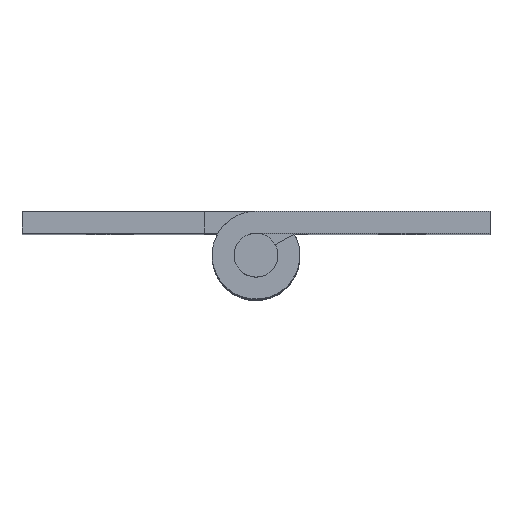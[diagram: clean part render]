
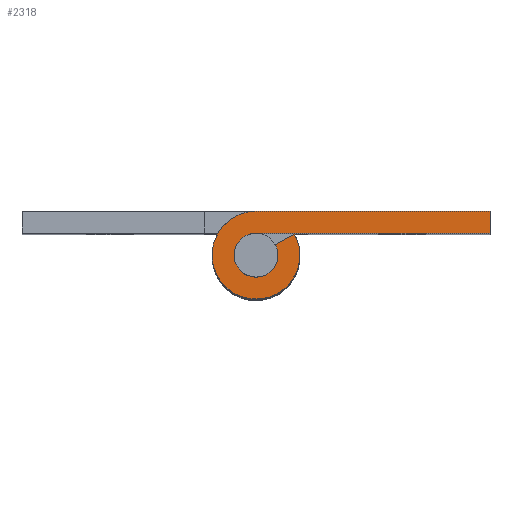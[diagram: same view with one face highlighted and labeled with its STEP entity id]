
A CAD part, top view. The second image highlights one B-rep face of the part: STEP entity #2318.
In plain terms, the highlighted free-form (B-spline) face has degree [1, 1] with [2, 2] control points.
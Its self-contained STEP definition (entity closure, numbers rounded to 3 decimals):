
#2241=CARTESIAN_POINT('',(-3.949,-3.299,65.0));
#2242=CARTESIAN_POINT('',(16.949,-3.299,65.0));
#2243=CARTESIAN_POINT('',(-3.949,3.3,65.0));
#2244=CARTESIAN_POINT('',(16.949,3.3,65.0));
#2245=B_SPLINE_SURFACE_WITH_KNOTS('',1,1,((#2241,#2243),(#2242,#2244)),.UNSPECIFIED.,.F.,.F.,.U.,(2,2),(2,2),(0.0,20.898),(0.0,6.599),.UNSPECIFIED.);
#2246=CARTESIAN_POINT('',(1.313,0.725,65.0));
#2247=VERTEX_POINT('',#2246);
#2248=CARTESIAN_POINT('',(0.0,1.5,65.0));
#2249=VERTEX_POINT('',#2248);
#2250=CARTESIAN_POINT('',(1.313,0.725,65.0));
#2251=CARTESIAN_POINT('',(1.867,-0.278,65.));
#2252=CARTESIAN_POINT('',(1.045,-1.076,65.0));
#2253=CARTESIAN_POINT('',(0.224,-1.874,65.));
#2254=CARTESIAN_POINT('',(-0.762,-1.292,65.0));
#2255=CARTESIAN_POINT('',(-1.749,-0.71,65.));
#2256=CARTESIAN_POINT('',(-1.447,0.395,65.0));
#2257=CARTESIAN_POINT('',(-1.145,1.5,65.));
#2258=CARTESIAN_POINT('',(0.0,1.5,65.0));
#2266=(BOUNDED_CURVE()B_SPLINE_CURVE(2,(#2250,#2251,#2252,#2253,#2254,#2255,#2256,#2257,#2258),.UNSPECIFIED.,.F.,.U.)B_SPLINE_CURVE_WITH_KNOTS((3,2,2,2,3),(0.0,0.25,0.5,0.75,1.0),.UNSPECIFIED.)CURVE()GEOMETRIC_REPRESENTATION_ITEM()RATIONAL_B_SPLINE_CURVE((1.0,0.795,1.0,0.795,1.0,0.795,1.0,0.795,1.0))REPRESENTATION_ITEM(''));
#2267=EDGE_CURVE('',#2247,#2249,#2266,.T.);
#2268=ORIENTED_EDGE('',*,*,#2267,.T.);
#2269=CARTESIAN_POINT('',(16.0,1.5,65.0));
#2270=VERTEX_POINT('',#2269);
#2271=CARTESIAN_POINT('',(0.0,1.5,65.0));
#2272=CARTESIAN_POINT('',(16.0,1.5,65.0));
#2273=QUASI_UNIFORM_CURVE('',1,(#2271,#2272),.UNSPECIFIED.,.F.,.U.);
#2274=EDGE_CURVE('',#2249,#2270,#2273,.T.);
#2275=ORIENTED_EDGE('',*,*,#2274,.T.);
#2276=CARTESIAN_POINT('',(16.0,3.0,65.0));
#2277=VERTEX_POINT('',#2276);
#2278=CARTESIAN_POINT('',(16.0,1.5,65.0));
#2279=CARTESIAN_POINT('',(16.0,3.0,65.0));
#2280=QUASI_UNIFORM_CURVE('',1,(#2278,#2279),.UNSPECIFIED.,.F.,.U.);
#2281=EDGE_CURVE('',#2270,#2277,#2280,.T.);
#2282=ORIENTED_EDGE('',*,*,#2281,.T.);
#2283=CARTESIAN_POINT('',(0.0,3.0,65.0));
#2284=VERTEX_POINT('',#2283);
#2285=CARTESIAN_POINT('',(16.0,3.0,65.0));
#2286=CARTESIAN_POINT('',(0.0,3.0,65.0));
#2287=QUASI_UNIFORM_CURVE('',1,(#2285,#2286),.UNSPECIFIED.,.F.,.U.);
#2288=EDGE_CURVE('',#2277,#2284,#2287,.T.);
#2289=ORIENTED_EDGE('',*,*,#2288,.T.);
#2290=CARTESIAN_POINT('',(2.626,1.45,65.0));
#2291=VERTEX_POINT('',#2290);
#2292=CARTESIAN_POINT('',(2.626,1.45,65.0));
#2293=CARTESIAN_POINT('',(3.733,-0.555,65.));
#2294=CARTESIAN_POINT('',(2.091,-2.152,65.0));
#2295=CARTESIAN_POINT('',(0.448,-3.748,65.));
#2296=CARTESIAN_POINT('',(-1.525,-2.584,65.0));
#2297=CARTESIAN_POINT('',(-3.497,-1.419,65.));
#2298=CARTESIAN_POINT('',(-2.894,0.79,65.0));
#2299=CARTESIAN_POINT('',(-2.291,3.,65.));
#2300=CARTESIAN_POINT('',(0.0,3.0,65.0));
#2308=(BOUNDED_CURVE()B_SPLINE_CURVE(2,(#2292,#2293,#2294,#2295,#2296,#2297,#2298,#2299,#2300),.UNSPECIFIED.,.F.,.U.)B_SPLINE_CURVE_WITH_KNOTS((3,2,2,2,3),(0.0,0.25,0.5,0.75,1.0),.UNSPECIFIED.)CURVE()GEOMETRIC_REPRESENTATION_ITEM()RATIONAL_B_SPLINE_CURVE((1.0,0.795,1.0,0.795,1.0,0.795,1.0,0.795,1.0))REPRESENTATION_ITEM(''));
#2309=EDGE_CURVE('',#2291,#2284,#2308,.T.);
#2310=ORIENTED_EDGE('',*,*,#2309,.F.);
#2311=CARTESIAN_POINT('',(2.626,1.45,65.0));
#2312=CARTESIAN_POINT('',(1.313,0.725,65.0));
#2313=QUASI_UNIFORM_CURVE('',1,(#2311,#2312),.UNSPECIFIED.,.F.,.U.);
#2314=EDGE_CURVE('',#2291,#2247,#2313,.T.);
#2315=ORIENTED_EDGE('',*,*,#2314,.T.);
#2316=EDGE_LOOP('',(#2268,#2275,#2282,#2289,#2310,#2315));
#2317=FACE_OUTER_BOUND('',#2316,.T.);
#2318=ADVANCED_FACE('',(#2317),#2245,.T.);
